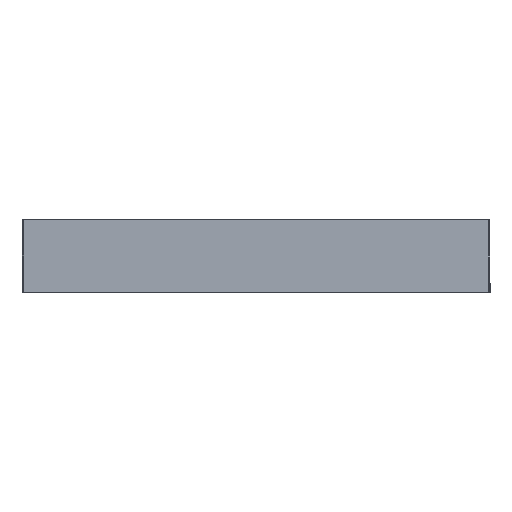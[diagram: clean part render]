
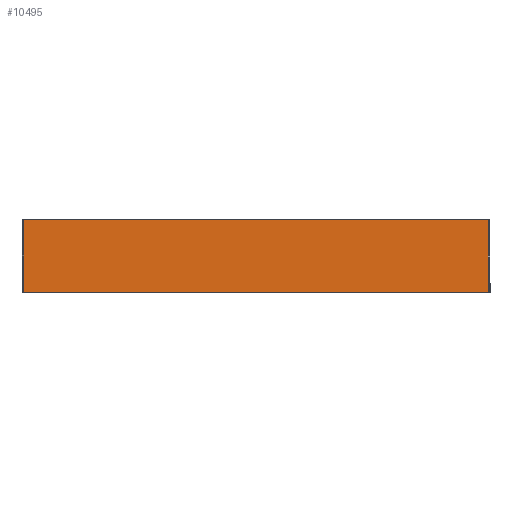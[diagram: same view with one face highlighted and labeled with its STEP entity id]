
A CAD part, front view. The second image highlights one B-rep face of the part: STEP entity #10495.
In plain terms, the highlighted planar face has unit normal (0, -1, 0).
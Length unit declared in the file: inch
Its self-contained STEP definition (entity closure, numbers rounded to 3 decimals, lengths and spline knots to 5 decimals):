
#1297=FACE_OUTER_BOUND('',#2069,.T.);
#2069=EDGE_LOOP('',(#8443,#8444,#8445,#8446));
#2721=LINE('',#19031,#3399);
#2786=LINE('',#19464,#3464);
#2787=LINE('',#19467,#3465);
#2788=LINE('',#19468,#3466);
#3399=VECTOR('',#12735,0.3937);
#3464=VECTOR('',#12914,0.3937);
#3465=VECTOR('',#12917,0.3937);
#3466=VECTOR('',#12918,0.3937);
#4899=VERTEX_POINT('',#19028);
#4900=VERTEX_POINT('',#19030);
#5001=VERTEX_POINT('',#19462);
#5002=VERTEX_POINT('',#19466);
#6115=EDGE_CURVE('',#4900,#4899,#2721,.T.);
#6233=EDGE_CURVE('',#5001,#4899,#2786,.T.);
#6234=EDGE_CURVE('',#5002,#5001,#2787,.T.);
#6235=EDGE_CURVE('',#4900,#5002,#2788,.T.);
#8443=ORIENTED_EDGE('',*,*,#6115,.T.);
#8444=ORIENTED_EDGE('',*,*,#6233,.F.);
#8445=ORIENTED_EDGE('',*,*,#6234,.F.);
#8446=ORIENTED_EDGE('',*,*,#6235,.F.);
#10045=PLANE('',#11225);
#10495=ADVANCED_FACE('',(#1297),#10045,.T.);
#11225=AXIS2_PLACEMENT_3D('',#19465,#12915,#12916);
#12735=DIRECTION('',(1.,0.,0.));
#12914=DIRECTION('',(0.,0.,-1.));
#12915=DIRECTION('center_axis',(0.,-1.,0.));
#12916=DIRECTION('ref_axis',(1.,0.,0.));
#12917=DIRECTION('',(1.,0.,0.));
#12918=DIRECTION('',(0.,0.,1.));
#19028=CARTESIAN_POINT('',(-0.66049,5.46688,0.59929));
#19030=CARTESIAN_POINT('',(-6.56635,5.46688,0.59929));
#19031=CARTESIAN_POINT('',(-5.10092,5.46688,0.59929));
#19462=CARTESIAN_POINT('',(-0.66049,5.46688,1.51929));
#19464=CARTESIAN_POINT('',(-0.66049,5.46688,0.66929));
#19465=CARTESIAN_POINT('Origin',(-6.58842,5.46688,0.66929));
#19466=CARTESIAN_POINT('',(-6.56635,5.46688,1.51929));
#19467=CARTESIAN_POINT('',(-0.63842,5.46688,1.51929));
#19468=CARTESIAN_POINT('',(-6.56635,5.46688,0.66929));
